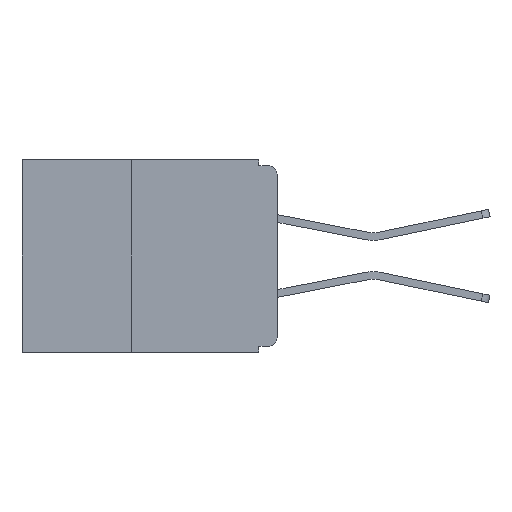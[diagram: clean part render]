
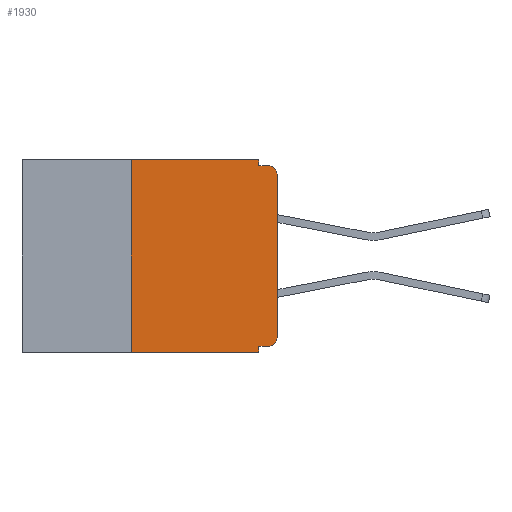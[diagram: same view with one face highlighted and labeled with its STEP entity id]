
A CAD part, left-side view. The second image highlights one B-rep face of the part: STEP entity #1930.
In plain terms, the highlighted planar face has unit normal (-1, 0, 0).
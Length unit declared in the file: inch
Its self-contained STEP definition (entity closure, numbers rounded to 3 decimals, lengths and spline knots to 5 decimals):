
#75 = ORIENTED_EDGE ( 'NONE', *, *, #1725, .F. ) ;
#77 = DIRECTION ( 'NONE',  ( 0., 0., -1. ) ) ;
#116 = CARTESIAN_POINT ( 'NONE',  ( 0., 0.031, 0. ) ) ;
#186 = EDGE_CURVE ( 'NONE', #5915, #19973, #16898, .T. ) ;
#723 = CARTESIAN_POINT ( 'NONE',  ( 0., 0.015, -0.01 ) ) ;
#789 = VECTOR ( 'NONE', #5452, 39.37008 ) ;
#922 = CIRCLE ( 'NONE', #28443, 0.015 ) ;
#995 = AXIS2_PLACEMENT_3D ( 'NONE', #16959, #3572, #19173 ) ;
#1591 = CARTESIAN_POINT ( 'NONE',  ( 0., 0.25, -0.33 ) ) ;
#1725 = EDGE_CURVE ( 'NONE', #8890, #15658, #25107, .T. ) ;
#1930 = ADVANCED_FACE ( 'NONE', ( #2431 ), #5295, .F. ) ;
#2106 = VECTOR ( 'NONE', #77, 39.37008 ) ;
#2431 = FACE_OUTER_BOUND ( 'NONE', #25999, .T. ) ;
#3113 = LINE ( 'NONE', #20497, #3836 ) ;
#3184 = CARTESIAN_POINT ( 'NONE',  ( 0., 0.437, 0. ) ) ;
#3198 = CARTESIAN_POINT ( 'NONE',  ( 0., 0.25, -0.33 ) ) ;
#3386 = DIRECTION ( 'NONE',  ( 0., 0., 1. ) ) ;
#3544 = LINE ( 'NONE', #27260, #14745 ) ;
#3572 = DIRECTION ( 'NONE',  ( -1., 0., 0. ) ) ;
#3836 = VECTOR ( 'NONE', #7140, 39.37008 ) ;
#3981 = CARTESIAN_POINT ( 'NONE',  ( 0., 0.031, -0.33 ) ) ;
#4546 = EDGE_CURVE ( 'NONE', #15658, #10555, #8294, .T. ) ;
#4827 = DIRECTION ( 'NONE',  ( 1., 0., 0. ) ) ;
#5060 = CARTESIAN_POINT ( 'NONE',  ( 0., 0.015, -0.305 ) ) ;
#5295 = PLANE ( 'NONE',  #27931 ) ;
#5452 = DIRECTION ( 'NONE',  ( 0., -1., 0. ) ) ;
#5735 = VECTOR ( 'NONE', #3386, 39.37008 ) ;
#5749 = DIRECTION ( 'NONE',  ( 0., 0., -1. ) ) ;
#5915 = VERTEX_POINT ( 'NONE', #1591 ) ;
#5949 = VECTOR ( 'NONE', #15334, 39.37008 ) ;
#6771 = LINE ( 'NONE', #3184, #789 ) ;
#7128 = VERTEX_POINT ( 'NONE', #8635 ) ;
#7140 = DIRECTION ( 'NONE',  ( 0., 0., 1. ) ) ;
#7291 = DIRECTION ( 'NONE',  ( 0., 0., -1. ) ) ;
#7590 = VECTOR ( 'NONE', #15707, 39.37008 ) ;
#7856 = DIRECTION ( 'NONE',  ( 0., 0., -1. ) ) ;
#8294 = LINE ( 'NONE', #25848, #7590 ) ;
#8635 = CARTESIAN_POINT ( 'NONE',  ( 0., 0., -0.025 ) ) ;
#8890 = VERTEX_POINT ( 'NONE', #21877 ) ;
#9177 = CIRCLE ( 'NONE', #995, 0.015 ) ;
#9191 = ORIENTED_EDGE ( 'NONE', *, *, #21411, .F. ) ;
#9323 = ORIENTED_EDGE ( 'NONE', *, *, #186, .F. ) ;
#9862 = ORIENTED_EDGE ( 'NONE', *, *, #27573, .T. ) ;
#9890 = ORIENTED_EDGE ( 'NONE', *, *, #26135, .F. ) ;
#10555 = VERTEX_POINT ( 'NONE', #723 ) ;
#10860 = ORIENTED_EDGE ( 'NONE', *, *, #12038, .T. ) ;
#11142 = VERTEX_POINT ( 'NONE', #3981 ) ;
#11684 = ORIENTED_EDGE ( 'NONE', *, *, #25964, .F. ) ;
#11869 = LINE ( 'NONE', #13095, #5949 ) ;
#12038 = EDGE_CURVE ( 'NONE', #14295, #7128, #3113, .T. ) ;
#12115 = ORIENTED_EDGE ( 'NONE', *, *, #18546, .T. ) ;
#12975 = CARTESIAN_POINT ( 'NONE',  ( 0., 0.015, -0.32 ) ) ;
#13095 = CARTESIAN_POINT ( 'NONE',  ( 0., 0.437, -0.33 ) ) ;
#13325 = CARTESIAN_POINT ( 'NONE',  ( 0., 0.031, -0.32 ) ) ;
#13350 = ORIENTED_EDGE ( 'NONE', *, *, #21525, .T. ) ;
#13786 = CARTESIAN_POINT ( 'NONE',  ( 0., 0.437, 0. ) ) ;
#14036 = DIRECTION ( 'NONE',  ( 0., 1., 0. ) ) ;
#14295 = VERTEX_POINT ( 'NONE', #28529 ) ;
#14745 = VECTOR ( 'NONE', #14036, 39.37008 ) ;
#15334 = DIRECTION ( 'NONE',  ( 0., -1., 0. ) ) ;
#15658 = VERTEX_POINT ( 'NONE', #15984 ) ;
#15667 = CARTESIAN_POINT ( 'NONE',  ( 0., 0.25, 0. ) ) ;
#15707 = DIRECTION ( 'NONE',  ( 0., -1., 0. ) ) ;
#15984 = CARTESIAN_POINT ( 'NONE',  ( 0., 0.031, -0.01 ) ) ;
#16124 = VERTEX_POINT ( 'NONE', #13325 ) ;
#16898 = LINE ( 'NONE', #3198, #5735 ) ;
#16959 = CARTESIAN_POINT ( 'NONE',  ( 0., 0.015, -0.025 ) ) ;
#17175 = LINE ( 'NONE', #27812, #28151 ) ;
#18240 = ORIENTED_EDGE ( 'NONE', *, *, #4546, .F. ) ;
#18546 = EDGE_CURVE ( 'NONE', #25044, #14295, #922, .T. ) ;
#19173 = DIRECTION ( 'NONE',  ( 0., 0., -1. ) ) ;
#19973 = VERTEX_POINT ( 'NONE', #15667 ) ;
#20497 = CARTESIAN_POINT ( 'NONE',  ( 0., 0., 0. ) ) ;
#20649 = DIRECTION ( 'NONE',  ( -1., 0., 0. ) ) ;
#21411 = EDGE_CURVE ( 'NONE', #19973, #8890, #6771, .T. ) ;
#21525 = EDGE_CURVE ( 'NONE', #7128, #10555, #9177, .T. ) ;
#21877 = CARTESIAN_POINT ( 'NONE',  ( 0., 0.031, 0. ) ) ;
#25044 = VERTEX_POINT ( 'NONE', #12975 ) ;
#25107 = LINE ( 'NONE', #116, #2106 ) ;
#25848 = CARTESIAN_POINT ( 'NONE',  ( 0., 0., -0.01 ) ) ;
#25964 = EDGE_CURVE ( 'NONE', #25044, #16124, #3544, .T. ) ;
#25999 = EDGE_LOOP ( 'NONE', ( #10860, #13350, #18240, #75, #9191, #9323, #9862, #9890, #11684, #12115 ) ) ;
#26135 = EDGE_CURVE ( 'NONE', #16124, #11142, #17175, .T. ) ;
#27260 = CARTESIAN_POINT ( 'NONE',  ( 0., 0., -0.32 ) ) ;
#27573 = EDGE_CURVE ( 'NONE', #5915, #11142, #11869, .T. ) ;
#27812 = CARTESIAN_POINT ( 'NONE',  ( 0., 0.031, -0.33 ) ) ;
#27931 = AXIS2_PLACEMENT_3D ( 'NONE', #13786, #4827, #7856 ) ;
#28151 = VECTOR ( 'NONE', #5749, 39.37008 ) ;
#28443 = AXIS2_PLACEMENT_3D ( 'NONE', #5060, #20649, #7291 ) ;
#28529 = CARTESIAN_POINT ( 'NONE',  ( 0., 0., -0.305 ) ) ;
